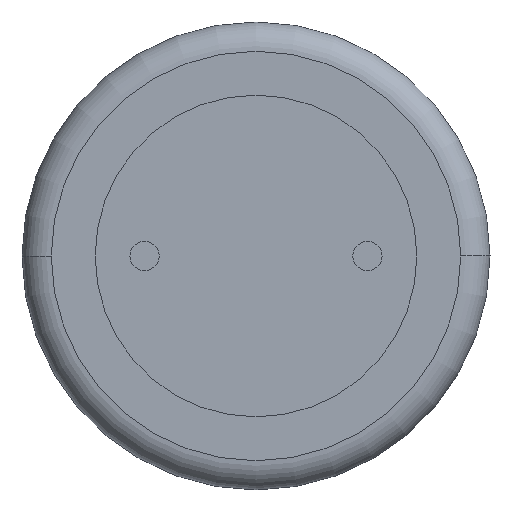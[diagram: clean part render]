
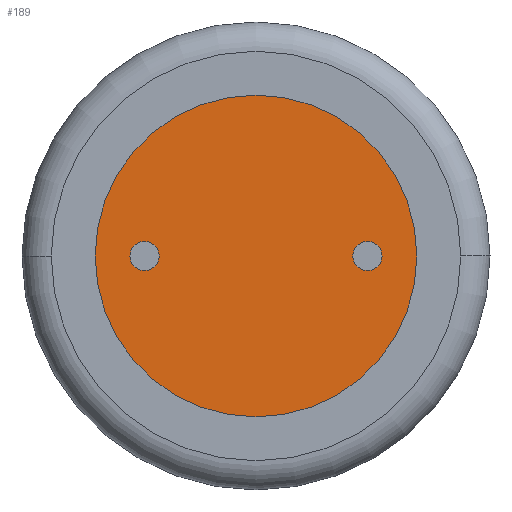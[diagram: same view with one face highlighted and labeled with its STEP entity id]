
A CAD part, front view. The second image highlights one B-rep face of the part: STEP entity #189.
In plain terms, the highlighted planar face has unit normal (0, -1, 0).
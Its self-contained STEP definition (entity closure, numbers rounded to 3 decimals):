
#14 = DIRECTION ( 'NONE',  ( 0., -1., 0. ) ) ;
#15 = CIRCLE ( 'NONE', #18, 0.5 ) ;
#16 = DIRECTION ( 'NONE',  ( -1., 0., 0. ) ) ;
#18 = AXIS2_PLACEMENT_3D ( 'NONE', #19, #14, #16 ) ;
#19 = CARTESIAN_POINT ( 'NONE',  ( 0., 0.1, 0. ) ) ;
#67 = VERTEX_POINT ( 'NONE', #534 ) ;
#69 = EDGE_CURVE ( 'NONE', #67, #70, #467, .T. ) ;
#70 = VERTEX_POINT ( 'NONE', #462 ) ;
#117 = VERTEX_POINT ( 'NONE', #376 ) ;
#136 = EDGE_LOOP ( 'NONE', ( #195, #138 ) ) ;
#137 = EDGE_CURVE ( 'NONE', #70, #67, #15, .T. ) ;
#138 = ORIENTED_EDGE ( 'NONE', *, *, #69, .F. ) ;
#147 = ORIENTED_EDGE ( 'NONE', *, *, #148, .F. ) ;
#148 = EDGE_CURVE ( 'NONE', #216, #213, #591, .T. ) ;
#149 = ORIENTED_EDGE ( 'NONE', *, *, #215, .F. ) ;
#150 = EDGE_LOOP ( 'NONE', ( #153, #196 ) ) ;
#153 = ORIENTED_EDGE ( 'NONE', *, *, #154, .F. ) ;
#154 = EDGE_CURVE ( 'NONE', #204, #117, #593, .T. ) ;
#188 = EDGE_LOOP ( 'NONE', ( #147, #149 ) ) ;
#189 = ADVANCED_FACE ( 'NONE', ( #743, #742, #741 ), #610, .F. ) ;
#195 = ORIENTED_EDGE ( 'NONE', *, *, #137, .F. ) ;
#196 = ORIENTED_EDGE ( 'NONE', *, *, #203, .F. ) ;
#203 = EDGE_CURVE ( 'NONE', #117, #204, #648, .T. ) ;
#204 = VERTEX_POINT ( 'NONE', #643 ) ;
#213 = VERTEX_POINT ( 'NONE', #690 ) ;
#215 = EDGE_CURVE ( 'NONE', #213, #216, #606, .T. ) ;
#216 = VERTEX_POINT ( 'NONE', #601 ) ;
#376 = CARTESIAN_POINT ( 'NONE',  ( -7.12, 0.1, 0. ) ) ;
#462 = CARTESIAN_POINT ( 'NONE',  ( -0.5, 0.1, 0. ) ) ;
#463 = DIRECTION ( 'NONE',  ( -1., 0., 0. ) ) ;
#464 = DIRECTION ( 'NONE',  ( 0., -1., 0. ) ) ;
#465 = CARTESIAN_POINT ( 'NONE',  ( 0., 0.1, 0. ) ) ;
#466 = AXIS2_PLACEMENT_3D ( 'NONE', #465, #464, #463 ) ;
#467 = CIRCLE ( 'NONE', #466, 0.5 ) ;
#534 = CARTESIAN_POINT ( 'NONE',  ( 0.5, 0.1, 0. ) ) ;
#579 = DIRECTION ( 'NONE',  ( -1., 0., 0. ) ) ;
#580 = DIRECTION ( 'NONE',  ( 0., 1., 0. ) ) ;
#581 = CARTESIAN_POINT ( 'NONE',  ( -3.81, 0.1, 0. ) ) ;
#582 = AXIS2_PLACEMENT_3D ( 'NONE', #585, #640, #639 ) ;
#585 = CARTESIAN_POINT ( 'NONE',  ( -7.62, 0.1, 0. ) ) ;
#591 = CIRCLE ( 'NONE', #710, 5.5 ) ;
#593 = CIRCLE ( 'NONE', #582, 0.5 ) ;
#601 = CARTESIAN_POINT ( 'NONE',  ( -9.31, 0.1, 0. ) ) ;
#602 = DIRECTION ( 'NONE',  ( -1., 0., 0. ) ) ;
#603 = DIRECTION ( 'NONE',  ( 0., 1., 0. ) ) ;
#604 = CARTESIAN_POINT ( 'NONE',  ( -3.81, 0.1, 0. ) ) ;
#605 = AXIS2_PLACEMENT_3D ( 'NONE', #604, #603, #602 ) ;
#606 = CIRCLE ( 'NONE', #605, 5.5 ) ;
#608 = AXIS2_PLACEMENT_3D ( 'NONE', #581, #580, #579 ) ;
#610 = PLANE ( 'NONE',  #608 ) ;
#639 = DIRECTION ( 'NONE',  ( -1., 0., 0. ) ) ;
#640 = DIRECTION ( 'NONE',  ( 0., -1., 0. ) ) ;
#643 = CARTESIAN_POINT ( 'NONE',  ( -8.12, 0.1, 0. ) ) ;
#644 = DIRECTION ( 'NONE',  ( -1., 0., 0. ) ) ;
#645 = DIRECTION ( 'NONE',  ( 0., -1., 0. ) ) ;
#646 = CARTESIAN_POINT ( 'NONE',  ( -7.62, 0.1, 0. ) ) ;
#647 = AXIS2_PLACEMENT_3D ( 'NONE', #646, #645, #644 ) ;
#648 = CIRCLE ( 'NONE', #647, 0.5 ) ;
#671 = CARTESIAN_POINT ( 'NONE',  ( -3.81, 0.1, 0. ) ) ;
#678 = DIRECTION ( 'NONE',  ( -1., 0., 0. ) ) ;
#690 = CARTESIAN_POINT ( 'NONE',  ( 1.69, 0.1, 0. ) ) ;
#709 = DIRECTION ( 'NONE',  ( 0., 1., 0. ) ) ;
#710 = AXIS2_PLACEMENT_3D ( 'NONE', #671, #709, #678 ) ;
#741 = FACE_BOUND ( 'NONE', #150, .T. ) ;
#742 = FACE_OUTER_BOUND ( 'NONE', #188, .T. ) ;
#743 = FACE_BOUND ( 'NONE', #136, .T. ) ;
